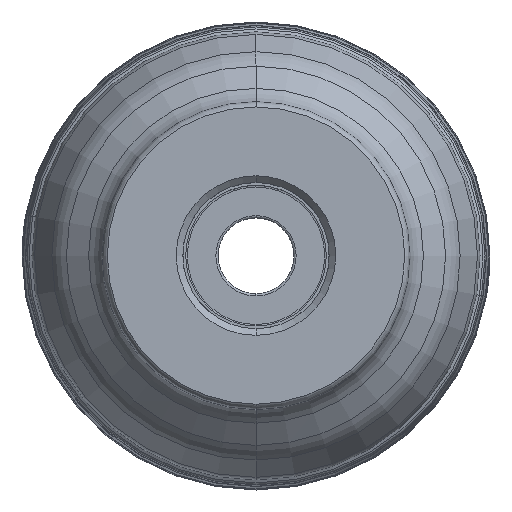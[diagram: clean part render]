
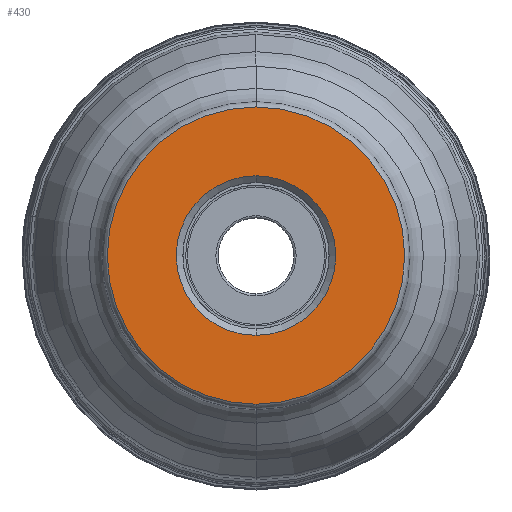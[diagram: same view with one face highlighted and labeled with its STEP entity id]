
A CAD part, top view. The second image highlights one B-rep face of the part: STEP entity #430.
In plain terms, the highlighted planar face has unit normal (0, 0, 1).
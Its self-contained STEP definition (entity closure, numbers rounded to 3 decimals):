
#161=PLANE('',#3969);
#173=FACE_BOUND('',#854,.T.);
#174=FACE_BOUND('',#855,.T.);
#430=ADVANCED_FACE('',(#173,#174),#161,.T.);
#854=EDGE_LOOP('',(#1622,#1623,#1624,#1625));
#855=EDGE_LOOP('',(#1626,#1627));
#1622=ORIENTED_EDGE('',*,*,#2452,.T.);
#1623=ORIENTED_EDGE('',*,*,#2453,.T.);
#1624=ORIENTED_EDGE('',*,*,#2454,.F.);
#1625=ORIENTED_EDGE('',*,*,#2455,.F.);
#1626=ORIENTED_EDGE('',*,*,#2449,.F.);
#1627=ORIENTED_EDGE('',*,*,#2451,.F.);
#2018=VERTEX_POINT('',#7615);
#2019=VERTEX_POINT('',#7617);
#2020=VERTEX_POINT('',#7623);
#2021=VERTEX_POINT('',#7624);
#2022=VERTEX_POINT('',#7626);
#2023=VERTEX_POINT('',#7628);
#2449=EDGE_CURVE('',#2018,#2019,#2979,.T.);
#2451=EDGE_CURVE('',#2019,#2018,#2980,.T.);
#2452=EDGE_CURVE('',#2020,#2021,#2981,.T.);
#2453=EDGE_CURVE('',#2021,#2022,#2982,.T.);
#2454=EDGE_CURVE('',#2023,#2022,#2983,.T.);
#2455=EDGE_CURVE('',#2020,#2023,#2984,.T.);
#2979=CIRCLE('',#3961,14.4);
#2980=CIRCLE('',#3963,14.4);
#2981=CIRCLE('',#3965,26.834);
#2982=CIRCLE('',#3966,26.834);
#2983=CIRCLE('',#3967,26.834);
#2984=CIRCLE('',#3968,26.834);
#3961=AXIS2_PLACEMENT_3D('',#7616,#5046,#5047);
#3963=AXIS2_PLACEMENT_3D('',#7620,#5051,#5052);
#3965=AXIS2_PLACEMENT_3D('',#7622,#5055,#5056);
#3966=AXIS2_PLACEMENT_3D('',#7625,#5057,#5058);
#3967=AXIS2_PLACEMENT_3D('',#7627,#5059,#5060);
#3968=AXIS2_PLACEMENT_3D('',#7629,#5061,#5062);
#3969=AXIS2_PLACEMENT_3D('',#7630,#5063,#5064);
#5046=DIRECTION('',(0.,0.,1.));
#5047=DIRECTION('',(0.,-1.,0.));
#5051=DIRECTION('',(0.,0.,1.));
#5052=DIRECTION('',(0.,1.,0.));
#5055=DIRECTION('',(0.,0.,1.));
#5056=DIRECTION('',(0.,-1.,0.));
#5057=DIRECTION('',(0.,0.,1.));
#5058=DIRECTION('',(0.,-1.,0.));
#5059=DIRECTION('',(0.,0.,-1.));
#5060=DIRECTION('',(0.,1.,0.));
#5061=DIRECTION('',(0.,0.,-1.));
#5062=DIRECTION('',(0.,1.,0.));
#5063=DIRECTION('',(0.,0.,1.));
#5064=DIRECTION('',(0.,-1.,0.));
#7615=CARTESIAN_POINT('',(0.,-14.4,0.));
#7616=CARTESIAN_POINT('',(0.,0.,0.));
#7617=CARTESIAN_POINT('',(0.,14.4,0.));
#7620=CARTESIAN_POINT('',(0.,0.,0.));
#7622=CARTESIAN_POINT('',(0.,0.,0.));
#7623=CARTESIAN_POINT('',(-0.016,26.834,0.));
#7624=CARTESIAN_POINT('',(0.,-26.834,0.));
#7625=CARTESIAN_POINT('',(0.,0.,0.));
#7626=CARTESIAN_POINT('',(0.016,-26.834,0.));
#7627=CARTESIAN_POINT('',(0.,0.,0.));
#7628=CARTESIAN_POINT('',(0.,26.834,0.));
#7629=CARTESIAN_POINT('',(0.,0.,0.));
#7630=CARTESIAN_POINT('',(0.,0.,0.));
